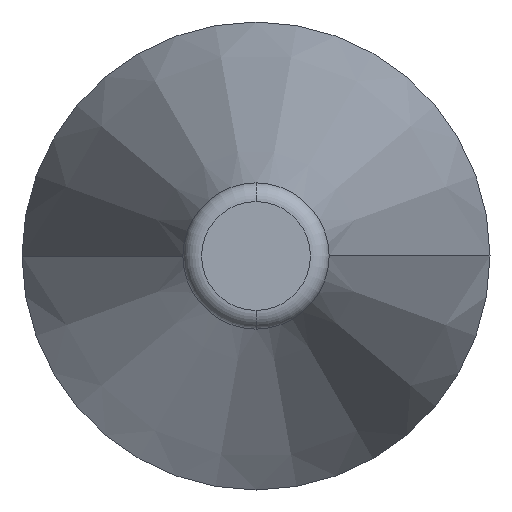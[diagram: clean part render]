
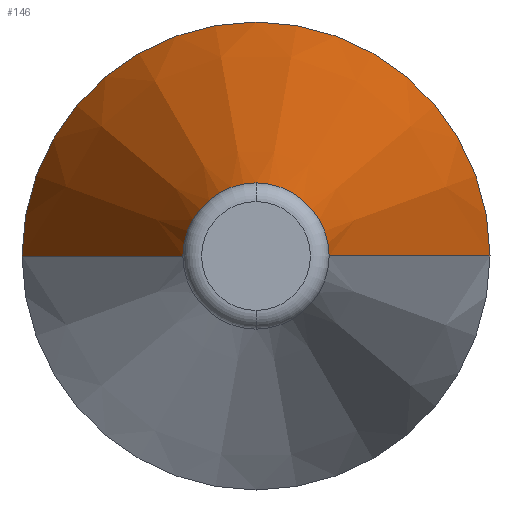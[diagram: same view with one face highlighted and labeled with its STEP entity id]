
A CAD part, front view. The second image highlights one B-rep face of the part: STEP entity #146.
In plain terms, the highlighted conical face has half-angle 15 degrees and reference radius 0.992 mm.
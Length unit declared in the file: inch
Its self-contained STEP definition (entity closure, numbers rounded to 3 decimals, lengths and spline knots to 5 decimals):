
#12 = CARTESIAN_POINT ( 'NONE',  ( 0.125, 0.57077, 0. ) ) ;
#14 = DIRECTION ( 'NONE',  ( 0., 1., 0. ) ) ;
#17 = DIRECTION ( 'NONE',  ( -1., 0., 0. ) ) ;
#18 = AXIS2_PLACEMENT_3D ( 'NONE', #284, #191, #368 ) ;
#19 = CIRCLE ( 'NONE', #33, 0.125 ) ;
#33 = AXIS2_PLACEMENT_3D ( 'NONE', #259, #166, #17 ) ;
#39 = CIRCLE ( 'NONE', #90, 0.03905 ) ;
#46 = ORIENTED_EDGE ( 'NONE', *, *, #183, .F. ) ;
#50 = EDGE_LOOP ( 'NONE', ( #75, #355, #211, #46, #363 ) ) ;
#60 = EDGE_CURVE ( 'NONE', #299, #87, #216, .T. ) ;
#75 = ORIENTED_EDGE ( 'NONE', *, *, #60, .T. ) ;
#77 = EDGE_CURVE ( 'NONE', #80, #299, #39, .T. ) ;
#80 = VERTEX_POINT ( 'NONE', #131 ) ;
#87 = VERTEX_POINT ( 'NONE', #306 ) ;
#90 = AXIS2_PLACEMENT_3D ( 'NONE', #294, #14, #247 ) ;
#98 = LINE ( 'NONE', #342, #308 ) ;
#120 = CONICAL_SURFACE ( 'NONE', #197, 0.03905, 0.262 ) ;
#131 = CARTESIAN_POINT ( 'NONE',  ( -0.03905, 0.25, 0. ) ) ;
#146 = ADVANCED_FACE ( 'NONE', ( #324 ), #120, .T. ) ;
#153 = DIRECTION ( 'NONE',  ( -1., 0., 0. ) ) ;
#157 = EDGE_CURVE ( 'NONE', #263, #268, #19, .T. ) ;
#162 = CARTESIAN_POINT ( 'NONE',  ( 0., 0.25, 0. ) ) ;
#166 = DIRECTION ( 'NONE',  ( 0., 1., 0. ) ) ;
#169 = CARTESIAN_POINT ( 'NONE',  ( 0., 0.25, 0.03905 ) ) ;
#175 = CARTESIAN_POINT ( 'NONE',  ( 0.03905, 0.25, 0. ) ) ;
#183 = EDGE_CURVE ( 'NONE', #80, #263, #98, .T. ) ;
#187 = DIRECTION ( 'NONE',  ( -0.259, 0.966, 0. ) ) ;
#191 = DIRECTION ( 'NONE',  ( 0., 1., 0. ) ) ;
#197 = AXIS2_PLACEMENT_3D ( 'NONE', #162, #292, #153 ) ;
#211 = ORIENTED_EDGE ( 'NONE', *, *, #157, .F. ) ;
#216 = CIRCLE ( 'NONE', #18, 0.03905 ) ;
#247 = DIRECTION ( 'NONE',  ( -1., 0., 0. ) ) ;
#259 = CARTESIAN_POINT ( 'NONE',  ( 0., 0.57077, 0. ) ) ;
#263 = VERTEX_POINT ( 'NONE', #325 ) ;
#268 = VERTEX_POINT ( 'NONE', #12 ) ;
#284 = CARTESIAN_POINT ( 'NONE',  ( 0., 0.25, 0. ) ) ;
#292 = DIRECTION ( 'NONE',  ( 0., 1., 0. ) ) ;
#294 = CARTESIAN_POINT ( 'NONE',  ( 0., 0.25, 0. ) ) ;
#297 = EDGE_CURVE ( 'NONE', #87, #268, #384, .T. ) ;
#299 = VERTEX_POINT ( 'NONE', #169 ) ;
#306 = CARTESIAN_POINT ( 'NONE',  ( 0.03905, 0.25, 0. ) ) ;
#308 = VECTOR ( 'NONE', #187, 39.37008 ) ;
#324 = FACE_OUTER_BOUND ( 'NONE', #50, .T. ) ;
#325 = CARTESIAN_POINT ( 'NONE',  ( -0.125, 0.57077, 0. ) ) ;
#334 = DIRECTION ( 'NONE',  ( 0.259, 0.966, 0. ) ) ;
#342 = CARTESIAN_POINT ( 'NONE',  ( -0.03905, 0.25, 0. ) ) ;
#355 = ORIENTED_EDGE ( 'NONE', *, *, #297, .T. ) ;
#363 = ORIENTED_EDGE ( 'NONE', *, *, #77, .T. ) ;
#368 = DIRECTION ( 'NONE',  ( -1., 0., 0. ) ) ;
#384 = LINE ( 'NONE', #175, #388 ) ;
#388 = VECTOR ( 'NONE', #334, 39.37008 ) ;
